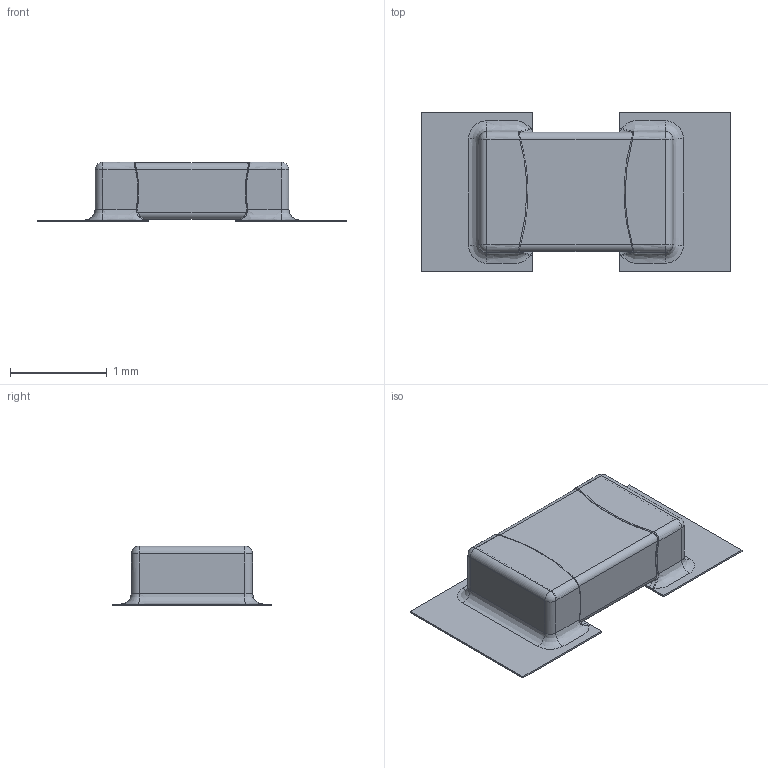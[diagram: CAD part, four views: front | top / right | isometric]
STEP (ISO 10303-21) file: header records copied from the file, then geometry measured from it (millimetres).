
FILE_DESCRIPTION(('FreeCAD Model'),'2;1');
FILE_NAME('Ceramic_Capacitor_0805_h24mil_Solder.step', '2021-03-16T15:56:13',('Author'),(''), 'Open CASCADE STEP processor 7.4','FreeCAD','Unknown');
FILE_SCHEMA(('AUTOMOTIVE_DESIGN { 1 0 10303 214 1 1 1 1 }'));
Length unit declared in the file: millimetre
Products named in the file (4): Ceramic_Capacitor_0805_h24mil_Solder; Pin1; Pin2; CeramicBody
Assembly tree (3 placements, depth 2):
  Ceramic_Capacitor_0805_h24mil_Solder
    Pin1
    Pin2
    CeramicBody
Bounding box: 3.2 x 1.65 x 0.62 mm (x, y, z)
Volume: 1.5 mm3; surface area: 21.6 mm2
Topology: 3 solids, 3 shells, 94 faces, 228 edges, 136 vertices
Faces by surface type: bspline 48, plane 30, cylinder 12, sphere 4
Entity records: 11305 total; most frequent: CARTESIAN_POINT 7446, DIRECTION 504, ORIENTED_EDGE 448, PCURVE 448, DEFINITIONAL_REPRESENTATION 448, LINE 332, VECTOR 332, EDGE_CURVE 224
